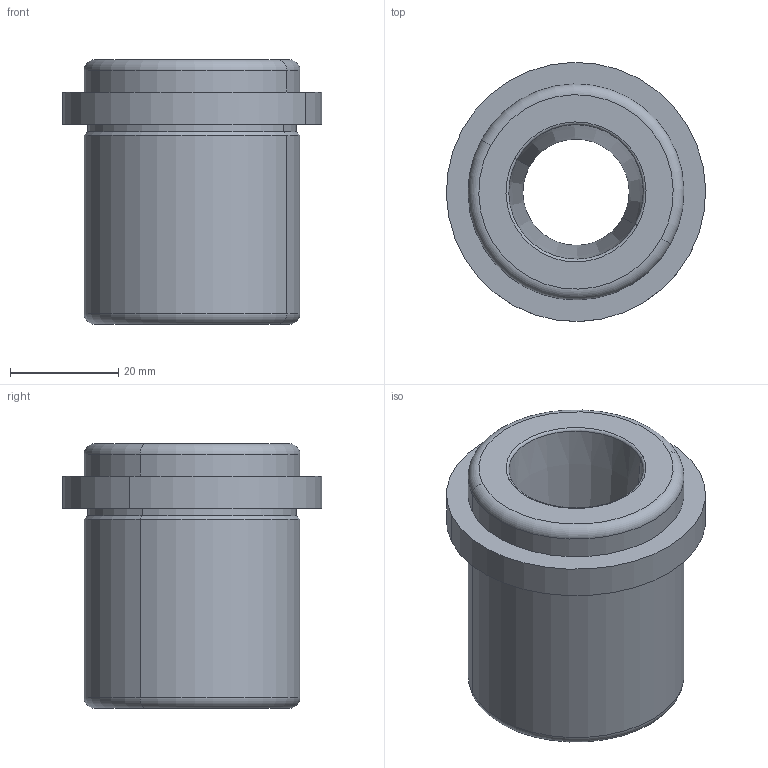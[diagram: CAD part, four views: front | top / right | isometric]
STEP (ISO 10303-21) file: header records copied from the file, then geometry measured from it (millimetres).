
FILE_DESCRIPTION(('CATIA V5 STEP Exchange'),'2;1');
FILE_NAME('RDBA305.253712.stp','2017-03-15T22:10:00+00:00',('none'),('none'),'CATIA Version 5 Release 19 GA (IN-10)','CATIA V5 STEP AP203','none');
FILE_SCHEMA(('CONFIG_CONTROL_DESIGN'));
Length unit declared in the file: millimetre
Products named in the file (1): RDBA305.253712
Bounding box: 47.99 x 47.99 x 49 mm (x, y, z)
Volume: 43512.8 mm3; surface area: 12539 mm2
Topology: 1 solids, 1 shells, 31 faces, 67 edges, 46 vertices
Faces by surface type: torus 12, cylinder 10, plane 5, cone 4
Entity records: 817 total; most frequent: CARTESIAN_POINT 137, ORIENTED_EDGE 124, DIRECTION 111, AXIS2_PLACEMENT_3D 73, EDGE_CURVE 62, CIRCLE 50, EDGE_LOOP 36, VERTEX_POINT 36
